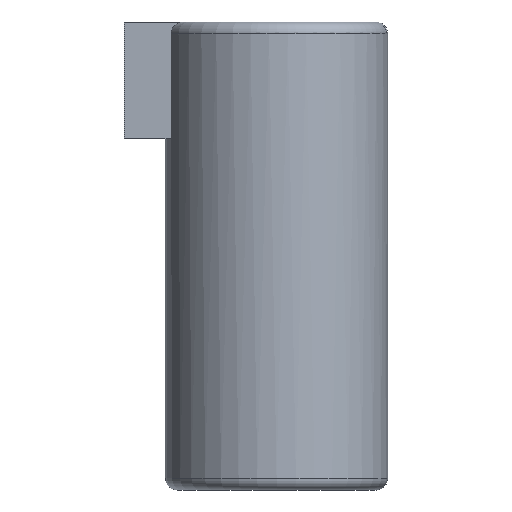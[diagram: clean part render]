
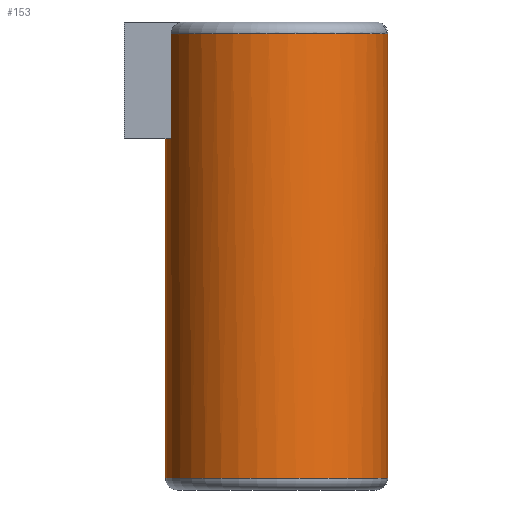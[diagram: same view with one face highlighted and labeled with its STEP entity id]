
A CAD part, left-side view. The second image highlights one B-rep face of the part: STEP entity #153.
In plain terms, the highlighted cylindrical face has radius 9.5 mm (diameter 19 mm), a full revolution.
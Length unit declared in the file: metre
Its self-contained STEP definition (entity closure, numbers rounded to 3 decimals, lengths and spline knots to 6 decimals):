
#23=LINE('',#247,#33);
#24=LINE('',#252,#34);
#33=VECTOR('',#201,1.);
#34=VECTOR('',#204,1.);
#43=ORIENTED_EDGE('',*,*,#81,.T.);
#44=ORIENTED_EDGE('',*,*,#82,.T.);
#45=ORIENTED_EDGE('',*,*,#83,.T.);
#46=ORIENTED_EDGE('',*,*,#84,.F.);
#47=ORIENTED_EDGE('',*,*,#85,.F.);
#81=EDGE_CURVE('',#100,#100,#114,.T.);
#82=EDGE_CURVE('',#101,#102,#23,.T.);
#83=EDGE_CURVE('',#102,#103,#115,.F.);
#84=EDGE_CURVE('',#104,#103,#24,.T.);
#85=EDGE_CURVE('',#101,#104,#116,.T.);
#100=VERTEX_POINT('',#246);
#101=VERTEX_POINT('',#248);
#102=VERTEX_POINT('',#249);
#103=VERTEX_POINT('',#251);
#104=VERTEX_POINT('',#253);
#114=CIRCLE('',#178,0.0095);
#115=CIRCLE('',#179,0.0095);
#116=CIRCLE('',#180,0.0095);
#121=EDGE_LOOP('',(#43));
#122=EDGE_LOOP('',(#44,#45,#46,#47));
#136=FACE_BOUND('',#121,.T.);
#137=FACE_BOUND('',#122,.T.);
#151=CYLINDRICAL_SURFACE('',#177,0.0095);
#153=ADVANCED_FACE('',(#136,#137),#151,.T.);
#177=AXIS2_PLACEMENT_3D('',#244,#197,#198);
#178=AXIS2_PLACEMENT_3D('',#245,#199,#200);
#179=AXIS2_PLACEMENT_3D('',#250,#202,#203);
#180=AXIS2_PLACEMENT_3D('',#254,#205,#206);
#197=DIRECTION('',(0.,0.,1.));
#198=DIRECTION('',(1.,0.,0.));
#199=DIRECTION('',(0.,0.,1.));
#200=DIRECTION('',(1.,0.,0.));
#201=DIRECTION('',(0.,0.,1.));
#202=DIRECTION('',(0.,0.,1.));
#203=DIRECTION('',(1.,0.,0.));
#204=DIRECTION('',(0.,0.,1.));
#205=DIRECTION('',(0.,0.,1.));
#206=DIRECTION('',(1.,0.,0.));
#244=CARTESIAN_POINT('',(0.,0.,-0.04));
#245=CARTESIAN_POINT('',(0.,0.,-0.039));
#246=CARTESIAN_POINT('',(0.0095,0.,-0.039));
#247=CARTESIAN_POINT('',(0.003,0.009014,-0.01));
#248=CARTESIAN_POINT('',(0.003,0.009014,-0.01));
#249=CARTESIAN_POINT('',(0.003,0.009014,-0.001));
#250=CARTESIAN_POINT('',(0.,0.,-0.001));
#251=CARTESIAN_POINT('',(-0.003,0.009014,-0.001));
#252=CARTESIAN_POINT('',(-0.003,0.009014,-0.01));
#253=CARTESIAN_POINT('',(-0.003,0.009014,-0.01));
#254=CARTESIAN_POINT('',(0.,0.,-0.01));
